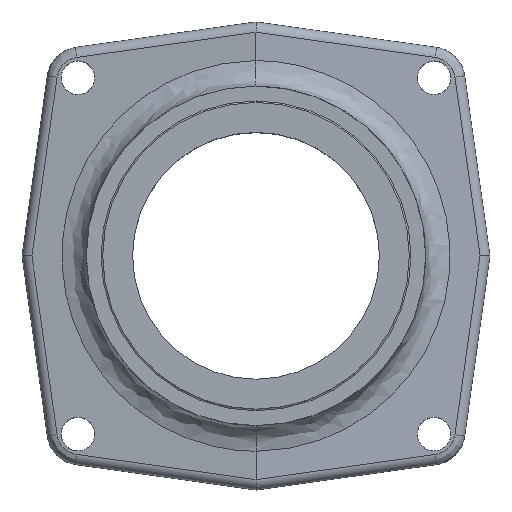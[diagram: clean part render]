
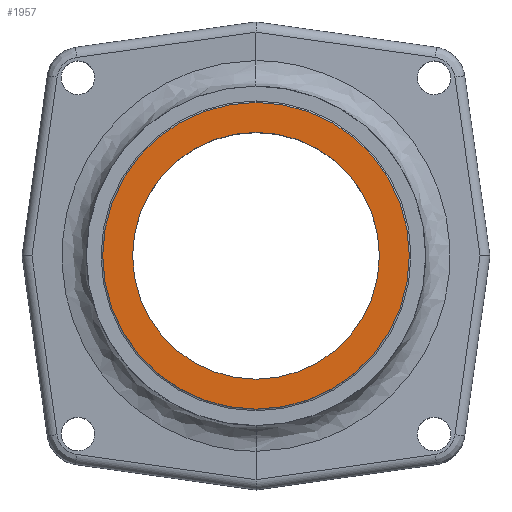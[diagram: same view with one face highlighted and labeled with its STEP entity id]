
A CAD part, top view. The second image highlights one B-rep face of the part: STEP entity #1957.
In plain terms, the highlighted planar face has unit normal (0, 0, 1).
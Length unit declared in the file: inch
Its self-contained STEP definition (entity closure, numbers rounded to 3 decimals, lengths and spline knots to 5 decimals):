
#616=CARTESIAN_POINT('',(0.,0.,1.921));
#617=DIRECTION('',(0.,0.,1.));
#618=DIRECTION('',(0.,1.,0.));
#619=AXIS2_PLACEMENT_3D('',#616,#617,#618);
#621=CARTESIAN_POINT('',(0.,0.,1.921));
#622=DIRECTION('',(0.,0.,1.));
#623=DIRECTION('',(0.,-1.,0.));
#624=AXIS2_PLACEMENT_3D('',#621,#622,#623);
#626=CARTESIAN_POINT('',(0.,0.,1.921));
#627=DIRECTION('',(0.,0.,1.));
#628=DIRECTION('',(0.,1.,0.));
#629=AXIS2_PLACEMENT_3D('',#626,#627,#628);
#631=CARTESIAN_POINT('',(0.,0.,1.921));
#632=DIRECTION('',(0.,0.,1.));
#633=DIRECTION('',(0.,-1.,0.));
#634=AXIS2_PLACEMENT_3D('',#631,#632,#633);
#1093=CARTESIAN_POINT('',(0.,1.86375,1.921));
#1094=CARTESIAN_POINT('',(0.,-1.86375,1.921));
#1095=VERTEX_POINT('',#1093);
#1096=VERTEX_POINT('',#1094);
#1121=CARTESIAN_POINT('',(0.,1.5,1.921));
#1122=CARTESIAN_POINT('',(0.,-1.5,1.921));
#1123=VERTEX_POINT('',#1121);
#1124=VERTEX_POINT('',#1122);
#1941=CARTESIAN_POINT('',(3.4125,-2.34428,1.921));
#1942=DIRECTION('',(0.,0.,-1.));
#1943=DIRECTION('',(0.,1.,0.));
#1944=AXIS2_PLACEMENT_3D('',#1941,#1942,#1943);
#1945=PLANE('',#1944);
#1947=ORIENTED_EDGE('',*,*,#1946,.F.);
#1948=ORIENTED_EDGE('',*,*,#1931,.F.);
#1949=EDGE_LOOP('',(#1947,#1948));
#1950=FACE_OUTER_BOUND('',#1949,.F.);
#1952=ORIENTED_EDGE('',*,*,#1951,.T.);
#1954=ORIENTED_EDGE('',*,*,#1953,.T.);
#1955=EDGE_LOOP('',(#1952,#1954));
#1956=FACE_BOUND('',#1955,.F.);
#1957=ADVANCED_FACE('',(#1950,#1956),#1945,.F.);
#620=CIRCLE('',#619,1.86375);
#625=CIRCLE('',#624,1.86375);
#630=CIRCLE('',#629,1.5);
#635=CIRCLE('',#634,1.5);
#1931=EDGE_CURVE('',#1096,#1095,#625,.T.);
#1946=EDGE_CURVE('',#1095,#1096,#620,.T.);
#1951=EDGE_CURVE('',#1123,#1124,#630,.T.);
#1953=EDGE_CURVE('',#1124,#1123,#635,.T.);
